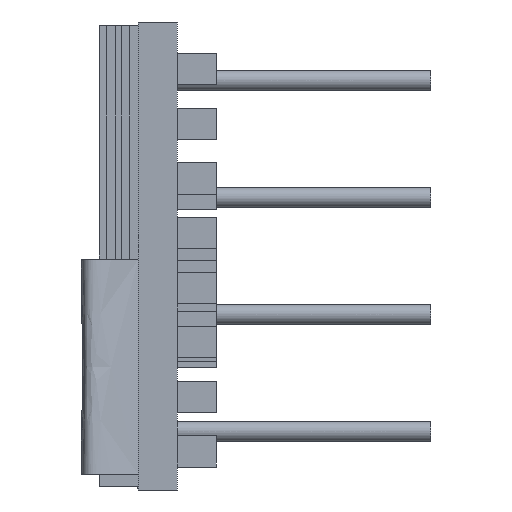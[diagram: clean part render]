
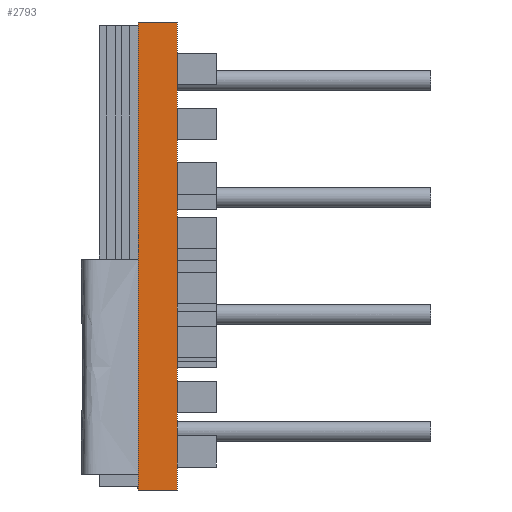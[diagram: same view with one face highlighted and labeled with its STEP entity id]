
A CAD part, left-side view. The second image highlights one B-rep face of the part: STEP entity #2793.
In plain terms, the highlighted planar face has unit normal (-1, 0, 0).
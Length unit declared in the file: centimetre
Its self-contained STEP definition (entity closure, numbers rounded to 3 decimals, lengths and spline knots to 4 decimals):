
#334=CARTESIAN_POINT('',(0.,0.1,0.));
#335=VERTEX_POINT('',#334);
#336=CARTESIAN_POINT('',(0.,0.1,1.2));
#337=VERTEX_POINT('',#336);
#338=CARTESIAN_POINT('',(0.,0.1,0.));
#339=DIRECTION('',(0.,0.,1.));
#340=VECTOR('',#339,1.2);
#341=LINE('',#338,#340);
#342=EDGE_CURVE('',#335,#337,#341,.T.);
#2498=CARTESIAN_POINT('',(0.,0.,0.));
#2499=VERTEX_POINT('',#2498);
#2500=CARTESIAN_POINT('',(0.,0.,1.2));
#2501=VERTEX_POINT('',#2500);
#2502=CARTESIAN_POINT('',(0.,0.,0.));
#2503=DIRECTION('',(0.,0.,1.));
#2504=VECTOR('',#2503,1.2);
#2505=LINE('',#2502,#2504);
#2506=EDGE_CURVE('',#2499,#2501,#2505,.T.);
#2772=CARTESIAN_POINT('',(0.,0.1,0.));
#2773=DIRECTION('',(1.,0.,0.));
#2774=DIRECTION('',(0.,0.,-1.));
#2775=AXIS2_PLACEMENT_3D('',#2772,#2773,#2774);
#2776=PLANE('',#2775);
#2777=ORIENTED_EDGE('',*,*,#2506,.T.);
#2778=CARTESIAN_POINT('',(0.,0.1,1.2));
#2779=DIRECTION('',(0.,-1.,0.));
#2780=VECTOR('',#2779,0.1);
#2781=LINE('',#2778,#2780);
#2782=EDGE_CURVE('',#337,#2501,#2781,.T.);
#2783=ORIENTED_EDGE('',*,*,#2782,.F.);
#2784=ORIENTED_EDGE('',*,*,#342,.F.);
#2785=CARTESIAN_POINT('',(0.,0.1,0.));
#2786=DIRECTION('',(0.,-1.,0.));
#2787=VECTOR('',#2786,0.1);
#2788=LINE('',#2785,#2787);
#2789=EDGE_CURVE('',#335,#2499,#2788,.T.);
#2790=ORIENTED_EDGE('',*,*,#2789,.T.);
#2791=EDGE_LOOP('',(#2777,#2783,#2784,#2790));
#2792=FACE_BOUND('',#2791,.T.);
#2793=ADVANCED_FACE('',(#2792),#2776,.F.);
